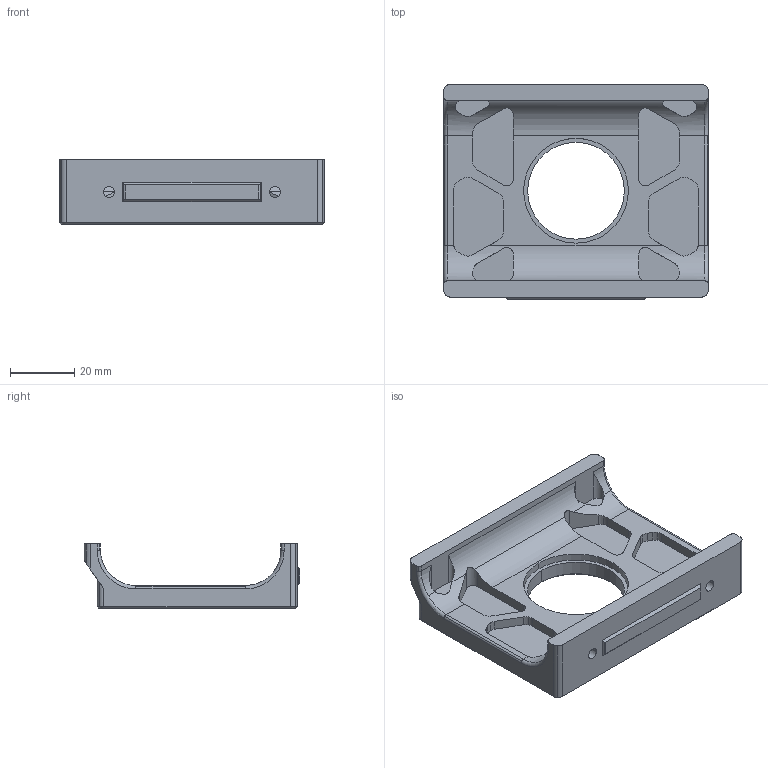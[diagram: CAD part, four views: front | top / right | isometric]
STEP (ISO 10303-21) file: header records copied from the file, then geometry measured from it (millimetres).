
FILE_DESCRIPTION (( 'STEP AP214' ), '1' );
FILE_NAME ('rear_center_skirt_250.STEP', '2024-01-22T04:01:43', ( '' ), ( '' ), 'SwSTEP 2.0', 'SolidWorks 2022', '' );
FILE_SCHEMA (( 'AUTOMOTIVE_DESIGN' ));
Length unit declared in the file: millimetre
Products named in the file (1): rear_center_skirt_250
Bounding box: 82 x 66.8 x 20 mm (x, y, z)
Volume: 38595.3 mm3; surface area: 17083.2 mm2
Topology: 1 solids, 1 shells, 175 faces, 485 edges, 316 vertices
Faces by surface type: cylinder 101, plane 60, cone 10, torus 4
Entity records: 8010 total; most frequent: CARTESIAN_POINT 1648, ORIENTED_EDGE 970, DIRECTION 939, EDGE_CURVE 485, AXIS2_PLACEMENT_3D 346, VERTEX_POINT 316, LINE 247, VECTOR 247
